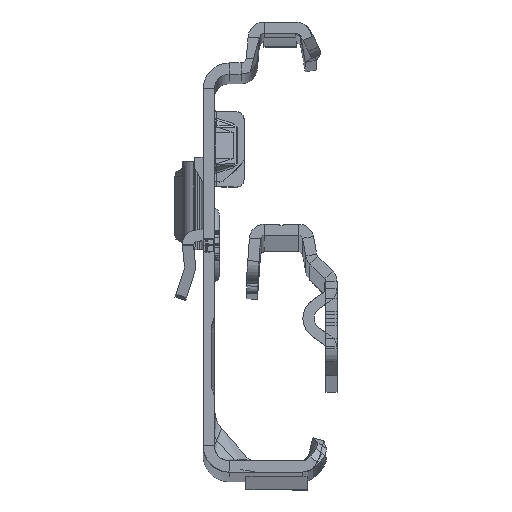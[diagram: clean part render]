
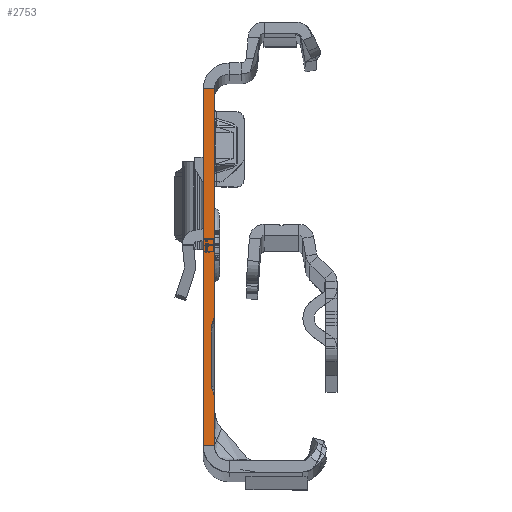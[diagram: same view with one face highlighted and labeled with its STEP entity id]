
A CAD part, top view. The second image highlights one B-rep face of the part: STEP entity #2753.
In plain terms, the highlighted planar face has unit normal (0, 0, 1).
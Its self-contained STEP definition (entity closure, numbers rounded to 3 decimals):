
#105 = VERTEX_POINT ( 'NONE', #15186 ) ;
#904 = CARTESIAN_POINT ( 'NONE',  ( 0., 24.135, 0. ) ) ;
#987 = EDGE_CURVE ( 'NONE', #2572, #16618, #19841, .T. ) ;
#1269 = CARTESIAN_POINT ( 'NONE',  ( -0.234, -18.442, 0. ) ) ;
#1309 = ORIENTED_EDGE ( 'NONE', *, *, #14116, .F. ) ;
#1335 = EDGE_CURVE ( 'NONE', #8403, #12332, #16946, .T. ) ;
#1535 = ORIENTED_EDGE ( 'NONE', *, *, #25480, .F. ) ;
#1537 = CIRCLE ( 'NONE', #23619, 2.5 ) ;
#2572 = VERTEX_POINT ( 'NONE', #24658 ) ;
#2753 = ADVANCED_FACE ( 'NONE', ( #21851 ), #3185, .T. ) ;
#3093 = LINE ( 'NONE', #15651, #22629 ) ;
#3185 = PLANE ( 'NONE',  #4636 ) ;
#3302 = CARTESIAN_POINT ( 'NONE',  ( -0.306, -9.443, 0. ) ) ;
#3580 = EDGE_CURVE ( 'NONE', #16618, #17671, #3093, .T. ) ;
#3707 = EDGE_CURVE ( 'NONE', #18708, #19263, #18632, .T. ) ;
#3715 = VECTOR ( 'NONE', #17762, 1000. ) ;
#4467 = LINE ( 'NONE', #25904, #23066 ) ;
#4484 = EDGE_CURVE ( 'NONE', #21131, #16227, #11573, .T. ) ;
#4636 = AXIS2_PLACEMENT_3D ( 'NONE', #4848, #24341, #19778 ) ;
#4848 = CARTESIAN_POINT ( 'NONE',  ( -1.5, 24.135, 0. ) ) ;
#4902 = DIRECTION ( 'NONE',  ( 0., -1., 0. ) ) ;
#5424 = CARTESIAN_POINT ( 'NONE',  ( 0., 22.135, 0. ) ) ;
#6646 = EDGE_CURVE ( 'NONE', #105, #14846, #7887, .T. ) ;
#6725 = LINE ( 'NONE', #6994, #25002 ) ;
#6929 = CARTESIAN_POINT ( 'NONE',  ( -0.234, -9.288, 0. ) ) ;
#6994 = CARTESIAN_POINT ( 'NONE',  ( -0.234, -9.288, 0. ) ) ;
#7301 = VECTOR ( 'NONE', #13831, 1000. ) ;
#7720 = ORIENTED_EDGE ( 'NONE', *, *, #4484, .F. ) ;
#7887 = LINE ( 'NONE', #5424, #7301 ) ;
#8041 = VERTEX_POINT ( 'NONE', #1269 ) ;
#8403 = VERTEX_POINT ( 'NONE', #20963 ) ;
#9189 = DIRECTION ( 'NONE',  ( -1., 0., 0. ) ) ;
#9417 = CARTESIAN_POINT ( 'NONE',  ( 0.6, -17.865, 0. ) ) ;
#9434 = EDGE_CURVE ( 'NONE', #12332, #8041, #10053, .T. ) ;
#9625 = DIRECTION ( 'NONE',  ( -1., 0., 0. ) ) ;
#9905 = CARTESIAN_POINT ( 'NONE',  ( -0.234, -18.442, 0. ) ) ;
#10053 = LINE ( 'NONE', #9905, #21858 ) ;
#10658 = EDGE_CURVE ( 'NONE', #8041, #2572, #1537, .T. ) ;
#11215 = DIRECTION ( 'NONE',  ( 0., -1., 0. ) ) ;
#11314 = CARTESIAN_POINT ( 'NONE',  ( -1.5, -25.865, 0. ) ) ;
#11573 = CIRCLE ( 'NONE', #27081, 1. ) ;
#11635 = DIRECTION ( 'NONE',  ( 1., 0., 0. ) ) ;
#12252 = CARTESIAN_POINT ( 'NONE',  ( -1.5, 22.135, 0. ) ) ;
#12332 = VERTEX_POINT ( 'NONE', #17144 ) ;
#12520 = AXIS2_PLACEMENT_3D ( 'NONE', #9417, #21886, #11635 ) ;
#12597 = VECTOR ( 'NONE', #27245, 1000. ) ;
#12737 = ORIENTED_EDGE ( 'NONE', *, *, #6646, .T. ) ;
#13630 = DIRECTION ( 'NONE',  ( 0., 0., -1. ) ) ;
#13831 = DIRECTION ( 'NONE',  ( -1., 0., 0. ) ) ;
#14116 = EDGE_CURVE ( 'NONE', #105, #18708, #18384, .T. ) ;
#14846 = VERTEX_POINT ( 'NONE', #12252 ) ;
#15186 = CARTESIAN_POINT ( 'NONE',  ( 0., 22.135, 0. ) ) ;
#15519 = ORIENTED_EDGE ( 'NONE', *, *, #3580, .F. ) ;
#15651 = CARTESIAN_POINT ( 'NONE',  ( 0., -25.865, 0. ) ) ;
#15699 = CARTESIAN_POINT ( 'NONE',  ( 0., -8.231, 0. ) ) ;
#15703 = DIRECTION ( 'NONE',  ( 0., 0., 1. ) ) ;
#15979 = ORIENTED_EDGE ( 'NONE', *, *, #24117, .F. ) ;
#15985 = CARTESIAN_POINT ( 'NONE',  ( -2.5, -8.231, 0. ) ) ;
#16227 = VERTEX_POINT ( 'NONE', #17567 ) ;
#16287 = DIRECTION ( 'NONE',  ( 0.423, -0.906, 0. ) ) ;
#16618 = VERTEX_POINT ( 'NONE', #22398 ) ;
#16643 = ORIENTED_EDGE ( 'NONE', *, *, #18294, .T. ) ;
#16946 = CIRCLE ( 'NONE', #12520, 1. ) ;
#17144 = CARTESIAN_POINT ( 'NONE',  ( -0.306, -18.288, 0. ) ) ;
#17567 = CARTESIAN_POINT ( 'NONE',  ( -0.4, -9.865, 0. ) ) ;
#17671 = VERTEX_POINT ( 'NONE', #11314 ) ;
#17735 = DIRECTION ( 'NONE',  ( -1., 0., 0. ) ) ;
#17762 = DIRECTION ( 'NONE',  ( 0., -1., 0. ) ) ;
#17927 = CARTESIAN_POINT ( 'NONE',  ( 0.6, -9.865, 0. ) ) ;
#18294 = EDGE_CURVE ( 'NONE', #14846, #17671, #25786, .T. ) ;
#18384 = LINE ( 'NONE', #18647, #12597 ) ;
#18446 = EDGE_LOOP ( 'NONE', ( #21048, #1309, #12737, #16643, #15519, #24614, #19617, #21475, #19555, #1535, #7720, #15979 ) ) ;
#18632 = CIRCLE ( 'NONE', #24381, 2.5 ) ;
#18647 = CARTESIAN_POINT ( 'NONE',  ( 0., 24.135, 0. ) ) ;
#18708 = VERTEX_POINT ( 'NONE', #15699 ) ;
#19263 = VERTEX_POINT ( 'NONE', #6929 ) ;
#19555 = ORIENTED_EDGE ( 'NONE', *, *, #1335, .F. ) ;
#19617 = ORIENTED_EDGE ( 'NONE', *, *, #10658, .F. ) ;
#19778 = DIRECTION ( 'NONE',  ( 0., -1., 0. ) ) ;
#19841 = LINE ( 'NONE', #904, #3715 ) ;
#20429 = VECTOR ( 'NONE', #4902, 1000. ) ;
#20963 = CARTESIAN_POINT ( 'NONE',  ( -0.4, -17.865, 0. ) ) ;
#21048 = ORIENTED_EDGE ( 'NONE', *, *, #3707, .F. ) ;
#21131 = VERTEX_POINT ( 'NONE', #3302 ) ;
#21475 = ORIENTED_EDGE ( 'NONE', *, *, #9434, .F. ) ;
#21851 = FACE_OUTER_BOUND ( 'NONE', #18446, .T. ) ;
#21858 = VECTOR ( 'NONE', #16287, 1000. ) ;
#21886 = DIRECTION ( 'NONE',  ( 0., 0., 1. ) ) ;
#22090 = DIRECTION ( 'NONE',  ( 1., 0., 0. ) ) ;
#22233 = DIRECTION ( 'NONE',  ( 0., 0., -1. ) ) ;
#22398 = CARTESIAN_POINT ( 'NONE',  ( 0., -25.865, 0. ) ) ;
#22629 = VECTOR ( 'NONE', #17735, 1000. ) ;
#23066 = VECTOR ( 'NONE', #11215, 1000. ) ;
#23619 = AXIS2_PLACEMENT_3D ( 'NONE', #24578, #13630, #22090 ) ;
#23716 = CARTESIAN_POINT ( 'NONE',  ( -1.5, 24.135, 0. ) ) ;
#24010 = DIRECTION ( 'NONE',  ( -0.423, -0.906, 0. ) ) ;
#24117 = EDGE_CURVE ( 'NONE', #19263, #21131, #6725, .T. ) ;
#24341 = DIRECTION ( 'NONE',  ( 0., 0., 1. ) ) ;
#24381 = AXIS2_PLACEMENT_3D ( 'NONE', #15985, #22233, #9625 ) ;
#24578 = CARTESIAN_POINT ( 'NONE',  ( -2.5, -19.499, 0. ) ) ;
#24614 = ORIENTED_EDGE ( 'NONE', *, *, #987, .F. ) ;
#24658 = CARTESIAN_POINT ( 'NONE',  ( 0., -19.499, 0. ) ) ;
#25002 = VECTOR ( 'NONE', #24010, 1000. ) ;
#25480 = EDGE_CURVE ( 'NONE', #16227, #8403, #4467, .T. ) ;
#25786 = LINE ( 'NONE', #23716, #20429 ) ;
#25904 = CARTESIAN_POINT ( 'NONE',  ( -0.4, -9.865, 0. ) ) ;
#27081 = AXIS2_PLACEMENT_3D ( 'NONE', #17927, #15703, #9189 ) ;
#27245 = DIRECTION ( 'NONE',  ( 0., -1., 0. ) ) ;
